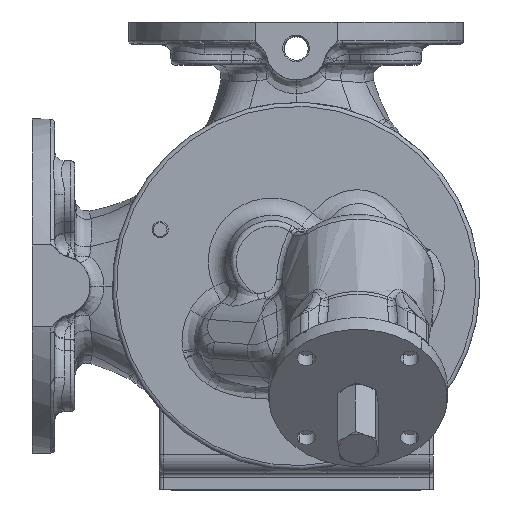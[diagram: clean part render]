
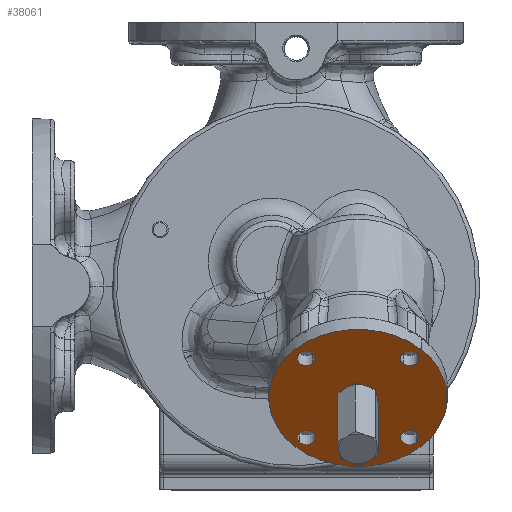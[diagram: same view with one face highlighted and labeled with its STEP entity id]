
A CAD part, top view. The second image highlights one B-rep face of the part: STEP entity #38061.
In plain terms, the highlighted planar face has unit normal (0, -0.643, 0.766).
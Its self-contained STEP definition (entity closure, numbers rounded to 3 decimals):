
#4495=CARTESIAN_POINT('',(30.476,-55.295,185.894));
#4496=DIRECTION('',(0.,0.643,-0.766));
#4497=DIRECTION('',(0.707,0.542,0.455));
#4498=AXIS2_PLACEMENT_3D('',#4495,#4496,#4497);
#4500=CARTESIAN_POINT('',(30.476,-55.295,185.894));
#4501=DIRECTION('',(0.,-0.643,0.766));
#4502=DIRECTION('',(0.707,0.542,0.455));
#4503=AXIS2_PLACEMENT_3D('',#4500,#4501,#4502);
#4505=CARTESIAN_POINT('',(55.932,-35.795,202.257));
#4506=DIRECTION('',(0.,0.643,-0.766));
#4507=DIRECTION('',(-0.707,-0.542,-0.455));
#4508=AXIS2_PLACEMENT_3D('',#4505,#4506,#4507);
#4510=CARTESIAN_POINT('',(55.932,-35.795,202.257));
#4511=DIRECTION('',(0.,0.643,-0.766));
#4512=DIRECTION('',(0.707,0.542,0.455));
#4513=AXIS2_PLACEMENT_3D('',#4510,#4511,#4512);
#4515=CARTESIAN_POINT('',(5.02,-35.795,202.257));
#4516=DIRECTION('',(0.,0.643,-0.766));
#4517=DIRECTION('',(0.707,-0.542,-0.455));
#4518=AXIS2_PLACEMENT_3D('',#4515,#4516,#4517);
#4520=CARTESIAN_POINT('',(5.02,-35.795,202.257));
#4521=DIRECTION('',(0.,0.643,-0.766));
#4522=DIRECTION('',(-0.707,0.542,0.455));
#4523=AXIS2_PLACEMENT_3D('',#4520,#4521,#4522);
#4525=CARTESIAN_POINT('',(5.02,-74.796,169.531));
#4526=DIRECTION('',(0.,0.643,-0.766));
#4527=DIRECTION('',(0.707,0.542,0.455));
#4528=AXIS2_PLACEMENT_3D('',#4525,#4526,#4527);
#4530=CARTESIAN_POINT('',(5.02,-74.796,169.531));
#4531=DIRECTION('',(0.,0.643,-0.766));
#4532=DIRECTION('',(-0.707,-0.542,-0.455));
#4533=AXIS2_PLACEMENT_3D('',#4530,#4531,#4532);
#4535=CARTESIAN_POINT('',(55.932,-74.796,169.531));
#4536=DIRECTION('',(0.,0.643,-0.766));
#4537=DIRECTION('',(-0.707,0.542,0.455));
#4538=AXIS2_PLACEMENT_3D('',#4535,#4536,#4537);
#4540=CARTESIAN_POINT('',(55.932,-74.796,169.531));
#4541=DIRECTION('',(0.,0.643,-0.766));
#4542=DIRECTION('',(0.707,-0.542,-0.455));
#4543=AXIS2_PLACEMENT_3D('',#4540,#4541,#4542);
#4545=CARTESIAN_POINT('',(30.476,-55.295,185.894));
#4546=DIRECTION('',(0.,-0.643,0.766));
#4547=DIRECTION('',(-0.707,-0.542,-0.455));
#4548=AXIS2_PLACEMENT_3D('',#4545,#4546,#4547);
#4550=CARTESIAN_POINT('',(30.476,-55.295,185.894));
#4551=DIRECTION('',(0.,-0.643,0.766));
#4552=DIRECTION('',(0.707,0.542,0.455));
#4553=AXIS2_PLACEMENT_3D('',#4550,#4551,#4552);
#25649=CARTESIAN_POINT('',(61.589,-31.462,
205.893));
#25651=VERTEX_POINT('',#25649);
#25653=CARTESIAN_POINT('',(-0.636,-79.129,
165.895));
#25655=VERTEX_POINT('',#25653);
#25657=CARTESIAN_POINT('',(52.75,-38.233,
200.211));
#25658=CARTESIAN_POINT('',(59.114,-33.358,
204.302));
#25659=VERTEX_POINT('',#25657);
#25660=VERTEX_POINT('',#25658);
#25661=CARTESIAN_POINT('',(8.202,-38.233,
200.211));
#25662=CARTESIAN_POINT('',(1.838,-33.358,
204.302));
#25663=VERTEX_POINT('',#25661);
#25664=VERTEX_POINT('',#25662);
#25665=CARTESIAN_POINT('',(8.202,-72.358,
171.577));
#25666=CARTESIAN_POINT('',(1.838,-77.233,
167.486));
#25667=VERTEX_POINT('',#25665);
#25668=VERTEX_POINT('',#25666);
#25669=CARTESIAN_POINT('',(52.75,-72.358,
171.577));
#25670=CARTESIAN_POINT('',(59.114,-77.233,
167.486));
#25671=VERTEX_POINT('',#25669);
#25672=VERTEX_POINT('',#25670);
#25673=CARTESIAN_POINT('',(26.587,-58.275,
183.394));
#25674=CARTESIAN_POINT('',(34.365,-52.316,
188.394));
#25675=VERTEX_POINT('',#25673);
#25676=VERTEX_POINT('',#25674);
#38022=CARTESIAN_POINT('',(30.476,-55.295,
185.894));
#38023=DIRECTION('',(0.,-0.643,0.766));
#38024=DIRECTION('',(-0.707,-0.542,-0.455));
#38025=AXIS2_PLACEMENT_3D('',#38022,#38023,#38024);
#38026=PLANE('',#38025);
#38027=ORIENTED_EDGE('',*,*,#38004,.T.);
#38028=ORIENTED_EDGE('',*,*,#38015,.F.);
#38029=EDGE_LOOP('',(#38027,#38028));
#38030=FACE_OUTER_BOUND('',#38029,.F.);
#38032=ORIENTED_EDGE('',*,*,#38031,.F.);
#38034=ORIENTED_EDGE('',*,*,#38033,.F.);
#38035=EDGE_LOOP('',(#38032,#38034));
#38036=FACE_BOUND('',#38035,.F.);
#38038=ORIENTED_EDGE('',*,*,#38037,.F.);
#38040=ORIENTED_EDGE('',*,*,#38039,.F.);
#38041=EDGE_LOOP('',(#38038,#38040));
#38042=FACE_BOUND('',#38041,.F.);
#38044=ORIENTED_EDGE('',*,*,#38043,.F.);
#38046=ORIENTED_EDGE('',*,*,#38045,.F.);
#38047=EDGE_LOOP('',(#38044,#38046));
#38048=FACE_BOUND('',#38047,.F.);
#38050=ORIENTED_EDGE('',*,*,#38049,.F.);
#38052=ORIENTED_EDGE('',*,*,#38051,.F.);
#38053=EDGE_LOOP('',(#38050,#38052));
#38054=FACE_BOUND('',#38053,.F.);
#38056=ORIENTED_EDGE('',*,*,#38055,.T.);
#38058=ORIENTED_EDGE('',*,*,#38057,.T.);
#38059=EDGE_LOOP('',(#38056,#38058));
#38060=FACE_BOUND('',#38059,.F.);
#38061=ADVANCED_FACE('',(#38030,#38036,#38042,#38048,#38054,#38060),#38026,.T.);
#4499=CIRCLE('',#4498,44.);
#4504=CIRCLE('',#4503,44.);
#4509=CIRCLE('',#4508,4.5);
#4514=CIRCLE('',#4513,4.5);
#4519=CIRCLE('',#4518,4.5);
#4524=CIRCLE('',#4523,4.5);
#4529=CIRCLE('',#4528,4.5);
#4534=CIRCLE('',#4533,4.5);
#4539=CIRCLE('',#4538,4.5);
#4544=CIRCLE('',#4543,4.5);
#4549=CIRCLE('',#4548,5.5);
#4554=CIRCLE('',#4553,5.5);
#38004=EDGE_CURVE('',#25651,#25655,#4499,.T.);
#38015=EDGE_CURVE('',#25651,#25655,#4504,.T.);
#38031=EDGE_CURVE('',#25659,#25660,#4509,.T.);
#38033=EDGE_CURVE('',#25660,#25659,#4514,.T.);
#38037=EDGE_CURVE('',#25663,#25664,#4519,.T.);
#38039=EDGE_CURVE('',#25664,#25663,#4524,.T.);
#38043=EDGE_CURVE('',#25667,#25668,#4529,.T.);
#38045=EDGE_CURVE('',#25668,#25667,#4534,.T.);
#38049=EDGE_CURVE('',#25671,#25672,#4539,.T.);
#38051=EDGE_CURVE('',#25672,#25671,#4544,.T.);
#38055=EDGE_CURVE('',#25675,#25676,#4549,.T.);
#38057=EDGE_CURVE('',#25676,#25675,#4554,.T.);
